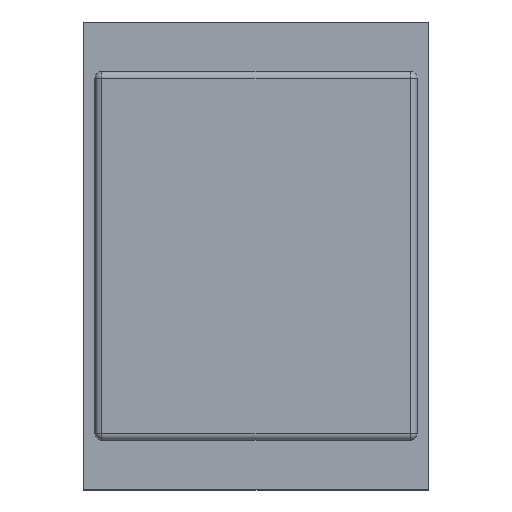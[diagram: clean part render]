
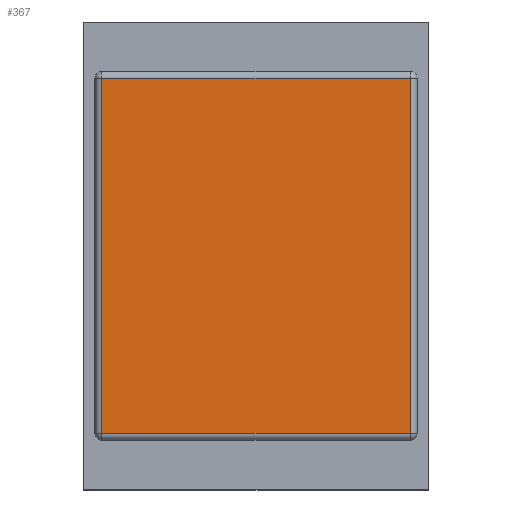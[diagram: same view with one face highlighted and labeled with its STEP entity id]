
A CAD part, top view. The second image highlights one B-rep face of the part: STEP entity #367.
In plain terms, the highlighted planar face has unit normal (0, 0, 1).
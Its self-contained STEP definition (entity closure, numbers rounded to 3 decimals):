
#16=PLANE('',#413);
#37=FACE_OUTER_BOUND('',#60,.T.);
#60=EDGE_LOOP('',(#259,#260,#261,#262));
#80=LINE('',#565,#112);
#86=LINE('',#586,#118);
#87=LINE('',#590,#119);
#88=LINE('',#591,#120);
#112=VECTOR('',#453,10.);
#118=VECTOR('',#477,10.);
#119=VECTOR('',#482,10.);
#120=VECTOR('',#483,10.);
#161=VERTEX_POINT('',#559);
#163=VERTEX_POINT('',#563);
#169=VERTEX_POINT('',#585);
#170=VERTEX_POINT('',#589);
#192=EDGE_CURVE('',#163,#161,#80,.T.);
#202=EDGE_CURVE('',#161,#169,#86,.T.);
#204=EDGE_CURVE('',#170,#163,#87,.T.);
#205=EDGE_CURVE('',#169,#170,#88,.T.);
#259=ORIENTED_EDGE('',*,*,#192,.F.);
#260=ORIENTED_EDGE('',*,*,#204,.F.);
#261=ORIENTED_EDGE('',*,*,#205,.F.);
#262=ORIENTED_EDGE('',*,*,#202,.F.);
#367=ADVANCED_FACE('',(#37),#16,.T.);
#413=AXIS2_PLACEMENT_3D('',#588,#480,#481);
#453=DIRECTION('',(1.,0.,0.));
#477=DIRECTION('',(0.,-1.,0.));
#480=DIRECTION('center_axis',(0.,0.,1.));
#481=DIRECTION('ref_axis',(1.,0.,0.));
#482=DIRECTION('',(0.,1.,0.));
#483=DIRECTION('',(-1.,0.,0.));
#559=CARTESIAN_POINT('',(11.85,14.95,2.8));
#563=CARTESIAN_POINT('',(0.65,14.95,2.8));
#565=CARTESIAN_POINT('',(9.175,14.95,2.8));
#585=CARTESIAN_POINT('',(11.85,2.05,2.8));
#586=CARTESIAN_POINT('',(11.85,5.15,2.8));
#588=CARTESIAN_POINT('Origin',(6.25,8.5,2.8));
#589=CARTESIAN_POINT('',(0.65,2.05,2.8));
#590=CARTESIAN_POINT('',(0.65,11.85,2.8));
#591=CARTESIAN_POINT('',(3.325,2.05,2.8));
